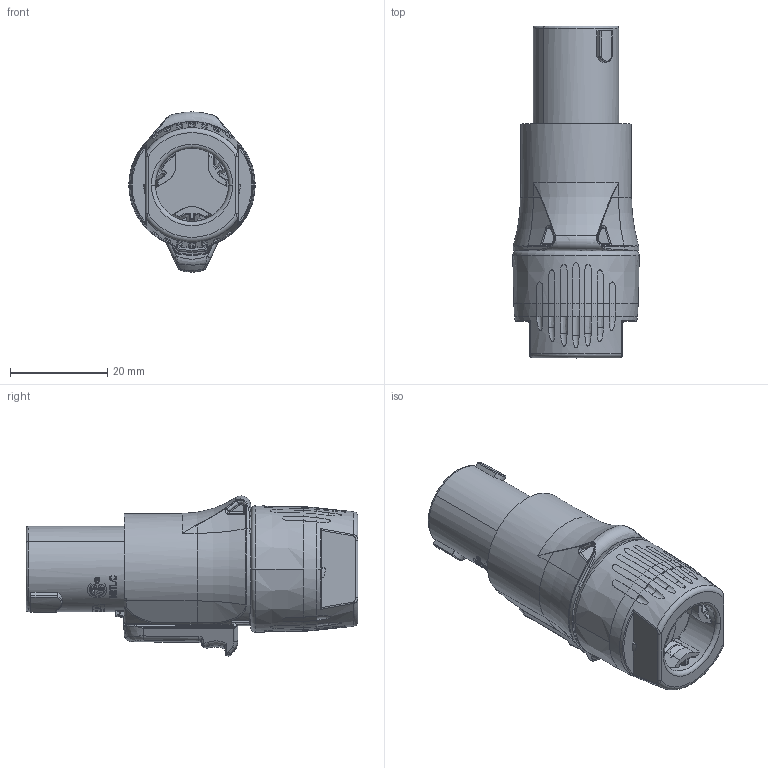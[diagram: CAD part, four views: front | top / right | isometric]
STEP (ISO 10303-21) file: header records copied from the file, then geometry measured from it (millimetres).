
FILE_DESCRIPTION((''),'2;1');
FILE_NAME('RLS4FC','2021-04-13T',('xhp'),(''),'PRO/ENGINEER BY PARAMETRIC TECHNOLOGY CORPORATION, 2013040','PRO/ENGINEER BY PARAMETRIC TECHNOLOGY CORPORATION, 2013040','');
FILE_SCHEMA(('CONFIG_CONTROL_DESIGN'));
Products named in the file (1): RLS4FC
Bounding box: 25.96 x 68.1 x 32.87 mm (x, y, z)
Volume: 26019.9 mm3; surface area: 7847 mm2
Topology: 1 solids, 3 shells, 1112 faces, 2897 edges, 1801 vertices
Faces by surface type: plane 315, bspline 276, cylinder 244, torus 105, extrusion 100, cone 48, sphere 24
Entity records: 49062 total; most frequent: CARTESIAN_POINT 24949, ORIENTED_EDGE 5778, DIRECTION 3896, EDGE_CURVE 2889, VERTEX_POINT 1801, AXIS2_PLACEMENT_3D 1440, B_SPLINE_CURVE_WITH_KNOTS 1369, EDGE_LOOP 1146
